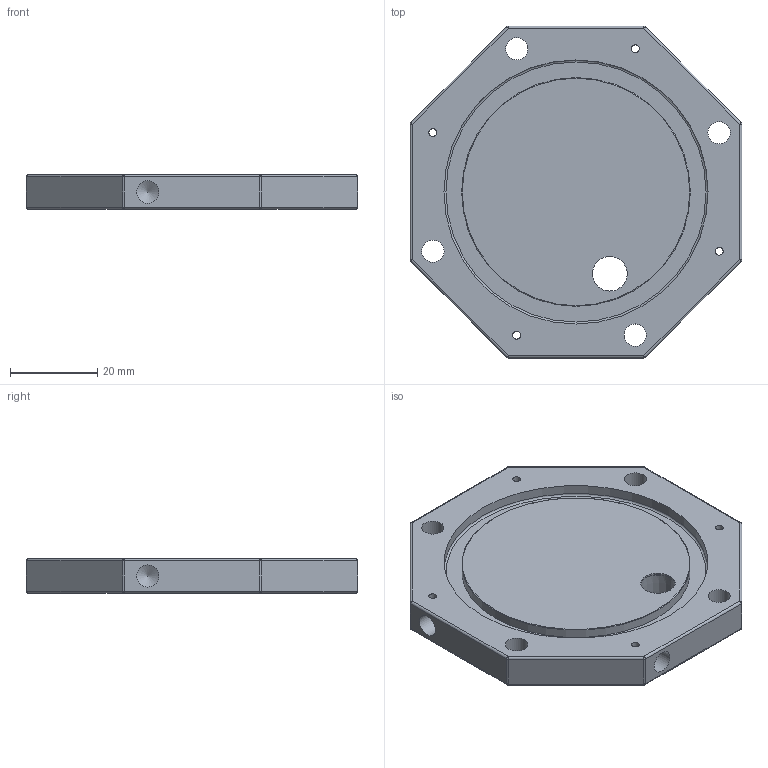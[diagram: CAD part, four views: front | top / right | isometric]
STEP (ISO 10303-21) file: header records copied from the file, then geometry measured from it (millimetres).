
FILE_DESCRIPTION(/* description */ (''),/* implementation_level */ '2;1');
FILE_NAME(/* name */ '2021-11-24 Clippard 8-MC cover v56.step',/* time_stamp */ '2022-09-07T14:26:47-04:00',/* author */ (''),/* organization */ (''),/* preprocessor_version */ 'ST-DEVELOPER v19',/* originating_system */ 'Autodesk Translation Framework v11.7.0.108',/* authorisation */ '');
FILE_SCHEMA (('AUTOMOTIVE_DESIGN { 1 0 10303 214 3 1 1 }'));
Length unit declared in the file: inch
Products named in the file (2): 2021-11-24 Clippard 8-MC cover; Component1
Assembly tree (1 placements, depth 2):
  2021-11-24 Clippard 8-MC cover
    Component1
Bounding box: 76.2 x 76.2 x 7.94 mm (x, y, z)
Volume: 33270.5 mm3; surface area: 13460.7 mm2
Topology: 1 solids, 1 shells, 77 faces, 159 edges, 88 vertices
Faces by surface type: cylinder 40, sphere 16, plane 14, cone 5, torus 2
Full cylindrical faces by diameter (mm): 1.783 x4, 5.105 x4, 5.118 x3, 5.131 x2, 7.95 x1, 52.502 x1, 60.63 x1
Entity records: 2078 total; most frequent: DIRECTION 401, CARTESIAN_POINT 323, ORIENTED_EDGE 310, AXIS2_PLACEMENT_3D 166, EDGE_CURVE 155, EDGE_LOOP 103, VERTEX_POINT 88, CIRCLE 86
